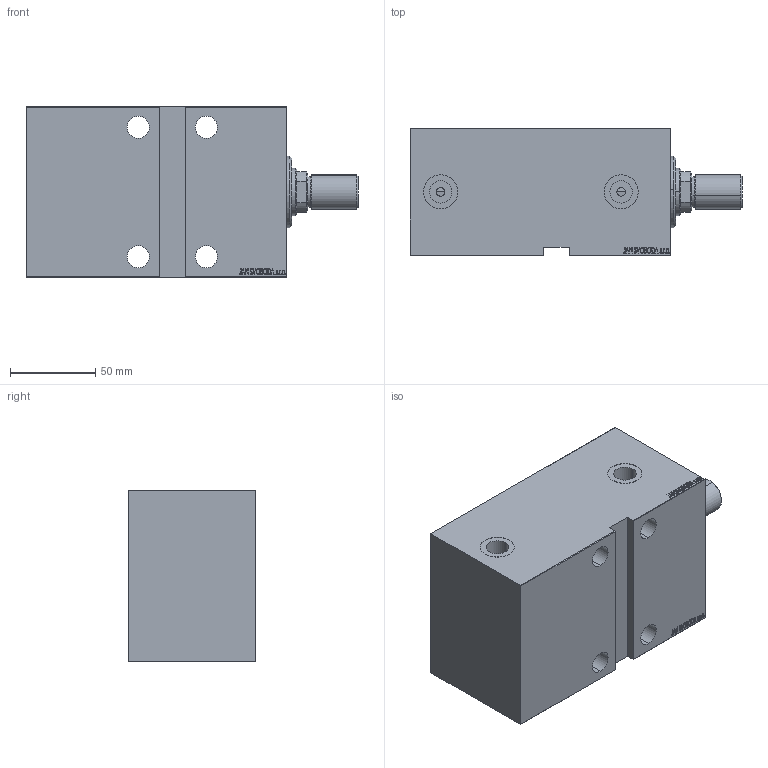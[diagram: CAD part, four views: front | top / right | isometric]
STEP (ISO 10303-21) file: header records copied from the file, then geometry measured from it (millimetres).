
FILE_DESCRIPTION (( 'STEP AP203' ), '1' );
FILE_NAME ('f3f4.STEP', '2024-02-11T21:36:29', ( '' ), ( '' ), 'SwSTEP 2.0', 'SolidWorks 2019', '' );
FILE_SCHEMA (( 'CONFIG_CONTROL_DESIGN' ));
Length unit declared in the file: millimetre
Products named in the file (6): V450CM_VC_G d21934dcf50b0c9fe438b58a70cbe85a; V450CM_G_Body d21934dcf50b0c9fe438b58a70cbe85a; f3f4; V450CM_G_VCP d21934dcf50b0c9fe438b58a70cbe85a; V450CM_MALE_METRIC d21934dcf50b0c9fe438b58a70cbe85a; Zatka_OIL_PORT d21934dcf50b0c9fe438b58a70cbe85a
Assembly tree (6 placements, depth 2):
  f3f4
    V450CM_G_Body d21934dcf50b0c9fe438b58a70cbe85a
    V450CM_G_VCP d21934dcf50b0c9fe438b58a70cbe85a
    V450CM_VC_G d21934dcf50b0c9fe438b58a70cbe85a
    V450CM_MALE_METRIC d21934dcf50b0c9fe438b58a70cbe85a
    Zatka_OIL_PORT d21934dcf50b0c9fe438b58a70cbe85a  x2
Bounding box: 195 x 75 x 100 mm (x, y, z)
Volume: 977712.6 mm3; surface area: 139440.6 mm2
Topology: 6 solids, 6 shells, 908 faces, 2310 edges, 1525 vertices
Faces by surface type: plane 444, bspline 380, cylinder 60, cone 22, torus 2
Entity records: 44374 total; most frequent: CARTESIAN_POINT 24655, ORIENTED_EDGE 4536, DIRECTION 2672, EDGE_CURVE 2268, VERTEX_POINT 1501, LINE 1356, VECTOR 1356, EDGE_LOOP 1015
